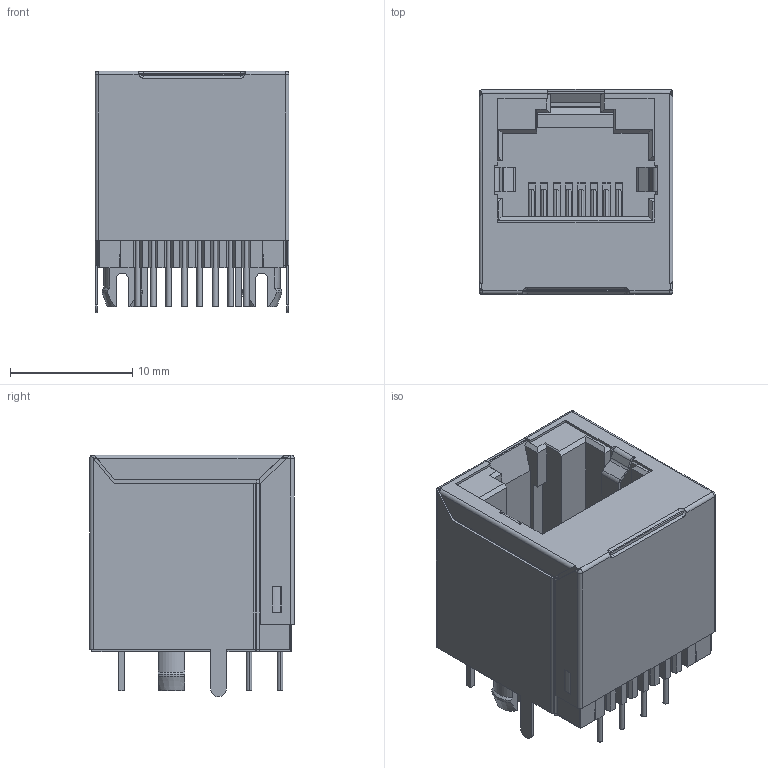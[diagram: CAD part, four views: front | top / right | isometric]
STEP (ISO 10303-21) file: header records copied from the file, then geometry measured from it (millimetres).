
FILE_DESCRIPTION((''),'2;1');
FILE_NAME('DGKYD52241188AC2A3DY1027','2022-12-15T16:37:55',('Administrator'),(''),'CREO PARAMETRIC BY PTC INC, 2019010','CREO PARAMETRIC BY PTC INC, 2019010','');
FILE_SCHEMA(('CONFIG_CONTROL_DESIGN'));
Length unit declared in the file: millimetre
Products named in the file (1): DGKYD52241188AC2A3DY1027
Bounding box: 15.9 x 16.8 x 19.8 mm (x, y, z)
Volume: 2348.6 mm3; surface area: 5053.7 mm2
Topology: 1 solids, 4 shells, 743 faces, 2280 edges, 1504 vertices
Faces by surface type: plane 558, cylinder 125, torus 34, bspline 16, cone 8, sphere 2
Entity records: 27483 total; most frequent: CARTESIAN_POINT 7188, ORIENTED_EDGE 4556, DIRECTION 3886, EDGE_CURVE 2278, VECTOR 1616, LINE 1616, VERTEX_POINT 1504, AXIS2_PLACEMENT_3D 1135
